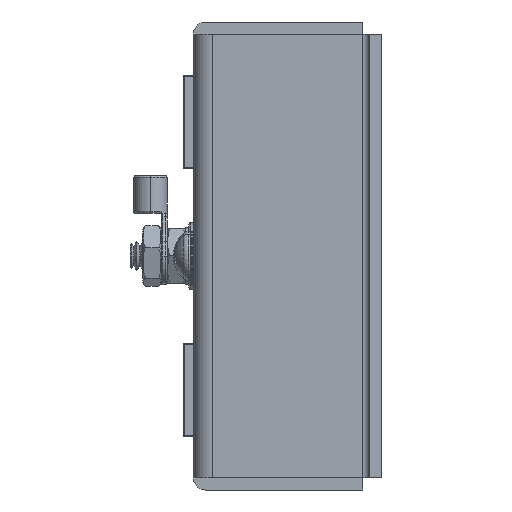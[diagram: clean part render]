
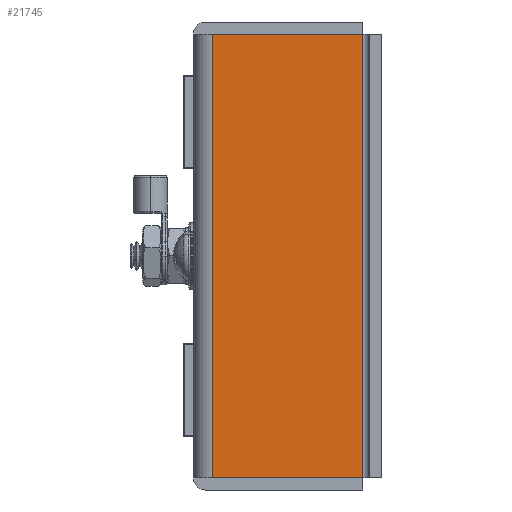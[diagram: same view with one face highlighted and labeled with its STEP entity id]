
A CAD part, left-side view. The second image highlights one B-rep face of the part: STEP entity #21745.
In plain terms, the highlighted planar face has unit normal (-1, 0, 0).
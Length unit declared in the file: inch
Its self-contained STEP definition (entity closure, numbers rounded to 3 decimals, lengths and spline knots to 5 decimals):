
#18288 = CARTESIAN_POINT ( 'NONE',  ( -3., -0.125, -1.475 ) ) ;
#18289 = LINE ( 'NONE', #18288, #18290 ) ;
#18290 = VECTOR ( 'NONE', #18335, 39.37008 ) ;
#18297 = CARTESIAN_POINT ( 'NONE',  ( -3., -0.125, -1.475 ) ) ;
#18335 = DIRECTION ( 'NONE',  ( 0., -1., 0. ) ) ;
#18378 = CARTESIAN_POINT ( 'NONE',  ( -3., -1.125, -1.475 ) ) ;
#18381 = CARTESIAN_POINT ( 'NONE',  ( -3., -0.125, 1.475 ) ) ;
#18382 = CARTESIAN_POINT ( 'NONE',  ( -3., -0.125, 1.475 ) ) ;
#18383 = LINE ( 'NONE', #18382, #18445 ) ;
#18428 = CARTESIAN_POINT ( 'NONE',  ( -3., -1.125, 1.475 ) ) ;
#18444 = DIRECTION ( 'NONE',  ( 0., -1., 0. ) ) ;
#18445 = VECTOR ( 'NONE', #18444, 39.37008 ) ;
#18480 = DIRECTION ( 'NONE',  ( 0., 0., -1. ) ) ;
#18481 = VECTOR ( 'NONE', #18480, 39.37008 ) ;
#18482 = CARTESIAN_POINT ( 'NONE',  ( -3., -0.125, 1.475 ) ) ;
#18485 = LINE ( 'NONE', #18482, #18481 ) ;
#18549 = PLANE ( 'NONE',  #18551 ) ;
#18550 = FACE_OUTER_BOUND ( 'NONE', #21725, .T. ) ;
#18551 = AXIS2_PLACEMENT_3D ( 'NONE', #18613, #18612, #18611 ) ;
#18558 = DIRECTION ( 'NONE',  ( 0., 0., -1. ) ) ;
#18559 = VECTOR ( 'NONE', #18558, 39.37008 ) ;
#18562 = LINE ( 'NONE', #18565, #18559 ) ;
#18565 = CARTESIAN_POINT ( 'NONE',  ( -3., -1.125, 1.475 ) ) ;
#18611 = DIRECTION ( 'NONE',  ( 0., 1., 0. ) ) ;
#18612 = DIRECTION ( 'NONE',  ( 1., 0., 0. ) ) ;
#18613 = CARTESIAN_POINT ( 'NONE',  ( -3., -0.125, 1.475 ) ) ;
#21563 = VERTEX_POINT ( 'NONE', #18297 ) ;
#21578 = EDGE_CURVE ( 'NONE', #21563, #21594, #18289, .T. ) ;
#21594 = VERTEX_POINT ( 'NONE', #18378 ) ;
#21621 = EDGE_CURVE ( 'NONE', #21622, #21637, #18383, .T. ) ;
#21622 = VERTEX_POINT ( 'NONE', #18381 ) ;
#21637 = VERTEX_POINT ( 'NONE', #18428 ) ;
#21677 = EDGE_CURVE ( 'NONE', #21622, #21563, #18485, .T. ) ;
#21694 = ORIENTED_EDGE ( 'NONE', *, *, #21578, .T. ) ;
#21725 = EDGE_LOOP ( 'NONE', ( #21694, #21728, #21733, #21734 ) ) ;
#21728 = ORIENTED_EDGE ( 'NONE', *, *, #21736, .F. ) ;
#21733 = ORIENTED_EDGE ( 'NONE', *, *, #21621, .F. ) ;
#21734 = ORIENTED_EDGE ( 'NONE', *, *, #21677, .T. ) ;
#21736 = EDGE_CURVE ( 'NONE', #21637, #21594, #18562, .T. ) ;
#21745 = ADVANCED_FACE ( 'NONE', ( #18550 ), #18549, .F. ) ;
